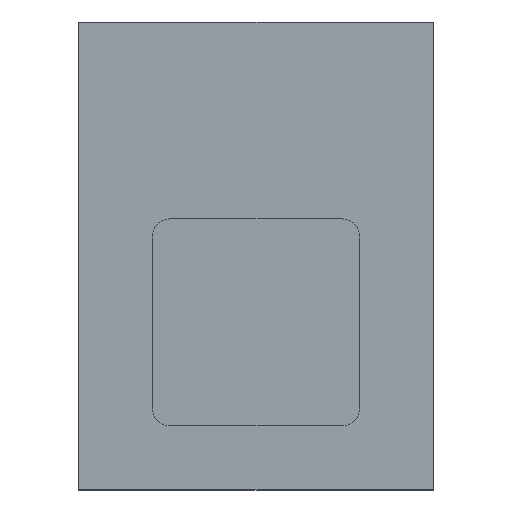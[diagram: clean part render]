
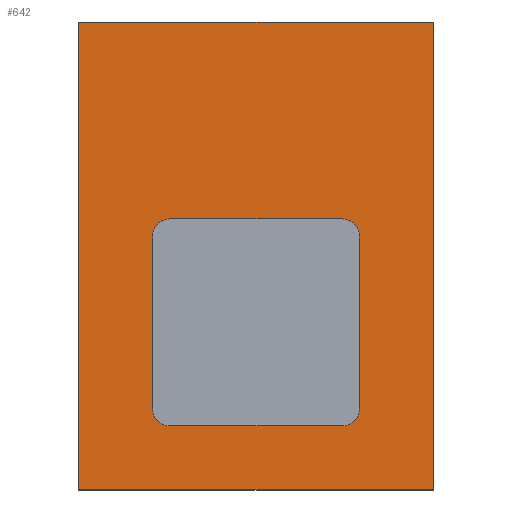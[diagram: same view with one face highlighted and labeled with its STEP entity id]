
A CAD part, top view. The second image highlights one B-rep face of the part: STEP entity #642.
In plain terms, the highlighted planar face has unit normal (0, 0, 1).
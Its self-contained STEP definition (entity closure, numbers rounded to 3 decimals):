
#8 = CARTESIAN_POINT ( 'NONE',  ( 0.365, 0.305, -0.003 ) ) ;
#10 = CARTESIAN_POINT ( 'NONE',  ( -0.625, -0.365, -0.003 ) ) ;
#17 = CARTESIAN_POINT ( 'NONE',  ( -0.625, 0.365, -0.003 ) ) ;
#37 = LINE ( 'NONE', #1170, #575 ) ;
#53 = VECTOR ( 'NONE', #716, 1000. ) ;
#55 = ORIENTED_EDGE ( 'NONE', *, *, #682, .F. ) ;
#65 = EDGE_CURVE ( 'Defeature ausgef�hrt1_0+Defeature ausgef�hrt1_1+Defeature ausgef�hrt1_4+Defeature ausgef�hrt1_2', #563, #788, #261, .T. ) ;
#98 = LINE ( 'NONE', #1405, #477 ) ;
#108 = FACE_OUTER_BOUND ( 'NONE', #712, .T. ) ;
#128 = EDGE_CURVE ( 'Defeature ausgef�hrt1_0+Defeature ausgef�hrt1_3+Defeature ausgef�hrt1_2+Defeature ausgef�hrt1_4', #138, #1136, #620, .T. ) ;
#138 = VERTEX_POINT ( 'NONE', #1292 ) ;
#154 = CARTESIAN_POINT ( 'NONE',  ( -0.625, 1.06, -0.003 ) ) ;
#159 = CARTESIAN_POINT ( 'NONE',  ( 0.625, 1.06, -0.003 ) ) ;
#161 = AXIS2_PLACEMENT_3D ( 'NONE', #1074, #1070, #175 ) ;
#167 = EDGE_CURVE ( 'Defeature ausgef�hrt1_12+Defeature ausgef�hrt1_0+Defeature ausgef�hrt1_7+Defeature ausgef�hrt1_8', #820, #513, #259, .T. ) ;
#175 = DIRECTION ( 'NONE',  ( 0., -1., 0. ) ) ;
#178 = CARTESIAN_POINT ( 'NONE',  ( 0.365, -0.305, -0.003 ) ) ;
#180 = ORIENTED_EDGE ( 'NONE', *, *, #167, .F. ) ;
#189 = ORIENTED_EDGE ( 'NONE', *, *, #939, .T. ) ;
#198 = VECTOR ( 'NONE', #353, 1000. ) ;
#200 = VERTEX_POINT ( 'NONE', #178 ) ;
#203 = ORIENTED_EDGE ( 'NONE', *, *, #895, .F. ) ;
#241 = DIRECTION ( 'NONE',  ( -1., 0., 0. ) ) ;
#259 = CIRCLE ( 'NONE', #924, 0.06 ) ;
#261 = LINE ( 'NONE', #154, #198 ) ;
#278 = VECTOR ( 'NONE', #1363, 1000. ) ;
#301 = ORIENTED_EDGE ( 'NONE', *, *, #1103, .T. ) ;
#313 = CARTESIAN_POINT ( 'NONE',  ( 0.365, -0.59, -0.003 ) ) ;
#322 = AXIS2_PLACEMENT_3D ( 'NONE', #1154, #1255, #808 ) ;
#346 = ORIENTED_EDGE ( 'NONE', *, *, #65, .T. ) ;
#350 = ORIENTED_EDGE ( 'NONE', *, *, #1448, .T. ) ;
#353 = DIRECTION ( 'NONE',  ( 0., -1., 0. ) ) ;
#370 = EDGE_CURVE ( 'Defeature ausgef�hrt1_0+Defeature ausgef�hrt1_5+Defeature ausgef�hrt1_13+Defeature ausgef�hrt1_10', #934, #200, #681, .T. ) ;
#433 = VERTEX_POINT ( 'NONE', #943 ) ;
#434 = CARTESIAN_POINT ( 'NONE',  ( -0.365, -0.305, -0.003 ) ) ;
#436 = FACE_BOUND ( 'NONE', #607, .T. ) ;
#460 = VERTEX_POINT ( 'NONE', #696 ) ;
#476 = CARTESIAN_POINT ( 'NONE',  ( -0.305, -0.365, -0.003 ) ) ;
#477 = VECTOR ( 'NONE', #1185, 1000. ) ;
#479 = DIRECTION ( 'NONE',  ( 1., 0., 0. ) ) ;
#480 = AXIS2_PLACEMENT_3D ( 'NONE', #1009, #1019, #1348 ) ;
#513 = VERTEX_POINT ( 'NONE', #476 ) ;
#515 = DIRECTION ( 'NONE',  ( 0., 0., 1. ) ) ;
#563 = VERTEX_POINT ( 'NONE', #1375 ) ;
#575 = VECTOR ( 'NONE', #479, 1000. ) ;
#598 = DIRECTION ( 'NONE',  ( 0., 0., 1. ) ) ;
#605 = CARTESIAN_POINT ( 'NONE',  ( -0.305, -0.305, -0.003 ) ) ;
#607 = EDGE_LOOP ( 'NONE', ( #180, #840, #203, #189, #1321, #763, #55, #350 ) ) ;
#620 = LINE ( 'NONE', #159, #757 ) ;
#633 = CARTESIAN_POINT ( 'NONE',  ( 0.305, -0.305, -0.003 ) ) ;
#640 = CARTESIAN_POINT ( 'NONE',  ( -0.625, -0.59, -0.003 ) ) ;
#642 = ADVANCED_FACE ( 'Defeature ausgef�hrt1_0', ( #436, #108 ), #1410, .T. ) ;
#648 = ORIENTED_EDGE ( 'NONE', *, *, #128, .T. ) ;
#681 = LINE ( 'NONE', #313, #700 ) ;
#682 = EDGE_CURVE ( 'Defeature ausgef�hrt1_10+Defeature ausgef�hrt1_0+Defeature ausgef�hrt1_8+Defeature ausgef�hrt1_5', #1144, #200, #881, .T. ) ;
#696 = CARTESIAN_POINT ( 'NONE',  ( 0.305, 0.365, -0.003 ) ) ;
#700 = VECTOR ( 'NONE', #1440, 1000. ) ;
#701 = CARTESIAN_POINT ( 'NONE',  ( -0.365, -0.59, -0.003 ) ) ;
#712 = EDGE_LOOP ( 'NONE', ( #346, #301, #648, #1156 ) ) ;
#716 = DIRECTION ( 'NONE',  ( 0., 1., 0. ) ) ;
#757 = VECTOR ( 'NONE', #1056, 1000. ) ;
#763 = ORIENTED_EDGE ( 'NONE', *, *, #370, .T. ) ;
#788 = VERTEX_POINT ( 'NONE', #640 ) ;
#808 = DIRECTION ( 'NONE',  ( 0., -1., 0. ) ) ;
#820 = VERTEX_POINT ( 'NONE', #434 ) ;
#826 = CARTESIAN_POINT ( 'NONE',  ( -0.365, 0.305, -0.003 ) ) ;
#840 = ORIENTED_EDGE ( 'NONE', *, *, #1111, .T. ) ;
#869 = VECTOR ( 'NONE', #241, 1000. ) ;
#881 = CIRCLE ( 'NONE', #1104, 0.06 ) ;
#895 = EDGE_CURVE ( 'Defeature ausgef�hrt1_11+Defeature ausgef�hrt1_0+Defeature ausgef�hrt1_6+Defeature ausgef�hrt1_7', #433, #1200, #1223, .T. ) ;
#924 = AXIS2_PLACEMENT_3D ( 'NONE', #605, #598, #948 ) ;
#934 = VERTEX_POINT ( 'NONE', #8 ) ;
#939 = EDGE_CURVE ( 'Defeature ausgef�hrt1_0+Defeature ausgef�hrt1_6+Defeature ausgef�hrt1_11+Defeature ausgef�hrt1_13', #433, #460, #1384, .T. ) ;
#941 = CARTESIAN_POINT ( 'NONE',  ( 0.305, -0.365, -0.003 ) ) ;
#943 = CARTESIAN_POINT ( 'NONE',  ( -0.305, 0.365, -0.003 ) ) ;
#948 = DIRECTION ( 'NONE',  ( 0., -1., 0. ) ) ;
#967 = DIRECTION ( 'NONE',  ( 0., -1., 0. ) ) ;
#1009 = CARTESIAN_POINT ( 'NONE',  ( 0.305, 0.305, -0.003 ) ) ;
#1019 = DIRECTION ( 'NONE',  ( 0., 0., 1. ) ) ;
#1056 = DIRECTION ( 'NONE',  ( 0., 1., 0. ) ) ;
#1070 = DIRECTION ( 'NONE',  ( 0., 0., 1. ) ) ;
#1074 = CARTESIAN_POINT ( 'NONE',  ( -0.625, -0.59, -0.003 ) ) ;
#1075 = CIRCLE ( 'NONE', #480, 0.06 ) ;
#1103 = EDGE_CURVE ( 'Defeature ausgef�hrt1_0+Defeature ausgef�hrt1_2+Defeature ausgef�hrt1_1+Defeature ausgef�hrt1_3', #788, #138, #37, .T. ) ;
#1104 = AXIS2_PLACEMENT_3D ( 'NONE', #633, #515, #967 ) ;
#1111 = EDGE_CURVE ( 'Defeature ausgef�hrt1_0+Defeature ausgef�hrt1_7+Defeature ausgef�hrt1_12+Defeature ausgef�hrt1_11', #820, #1200, #1304, .T. ) ;
#1136 = VERTEX_POINT ( 'NONE', #1390 ) ;
#1144 = VERTEX_POINT ( 'NONE', #941 ) ;
#1154 = CARTESIAN_POINT ( 'NONE',  ( -0.305, 0.305, -0.003 ) ) ;
#1156 = ORIENTED_EDGE ( 'NONE', *, *, #1456, .T. ) ;
#1170 = CARTESIAN_POINT ( 'NONE',  ( -0.625, -0.59, -0.003 ) ) ;
#1185 = DIRECTION ( 'NONE',  ( -1., 0., 0. ) ) ;
#1200 = VERTEX_POINT ( 'NONE', #826 ) ;
#1223 = CIRCLE ( 'NONE', #322, 0.06 ) ;
#1255 = DIRECTION ( 'NONE',  ( 0., 0., 1. ) ) ;
#1292 = CARTESIAN_POINT ( 'NONE',  ( 0.625, -0.59, -0.003 ) ) ;
#1304 = LINE ( 'NONE', #701, #53 ) ;
#1321 = ORIENTED_EDGE ( 'NONE', *, *, #1342, .F. ) ;
#1342 = EDGE_CURVE ( 'Defeature ausgef�hrt1_13+Defeature ausgef�hrt1_0+Defeature ausgef�hrt1_5+Defeature ausgef�hrt1_6', #934, #460, #1075, .T. ) ;
#1348 = DIRECTION ( 'NONE',  ( 0., -1., 0. ) ) ;
#1359 = LINE ( 'NONE', #10, #869 ) ;
#1363 = DIRECTION ( 'NONE',  ( 1., 0., 0. ) ) ;
#1375 = CARTESIAN_POINT ( 'NONE',  ( -0.625, 1.06, -0.003 ) ) ;
#1384 = LINE ( 'NONE', #17, #278 ) ;
#1390 = CARTESIAN_POINT ( 'NONE',  ( 0.625, 1.06, -0.003 ) ) ;
#1405 = CARTESIAN_POINT ( 'NONE',  ( -0.625, 1.06, -0.003 ) ) ;
#1410 = PLANE ( 'NONE',  #161 ) ;
#1440 = DIRECTION ( 'NONE',  ( 0., -1., 0. ) ) ;
#1448 = EDGE_CURVE ( 'Defeature ausgef�hrt1_0+Defeature ausgef�hrt1_8+Defeature ausgef�hrt1_10+Defeature ausgef�hrt1_12', #1144, #513, #1359, .T. ) ;
#1456 = EDGE_CURVE ( 'Defeature ausgef�hrt1_0+Defeature ausgef�hrt1_4+Defeature ausgef�hrt1_3+Defeature ausgef�hrt1_1', #1136, #563, #98, .T. ) ;
